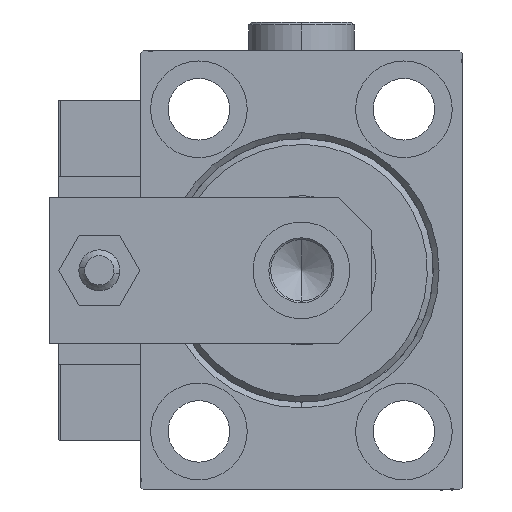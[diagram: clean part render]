
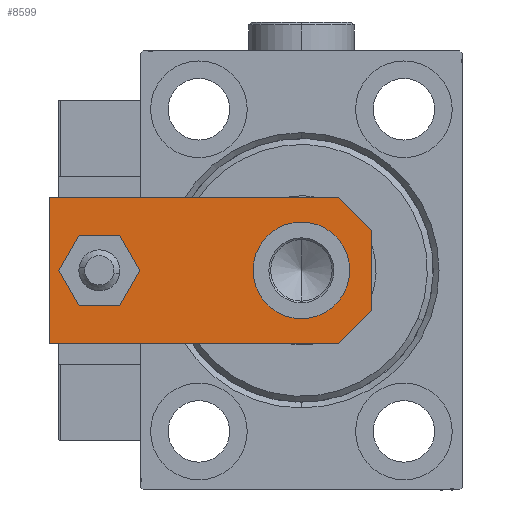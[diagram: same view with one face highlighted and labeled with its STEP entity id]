
A CAD part, left-side view. The second image highlights one B-rep face of the part: STEP entity #8599.
In plain terms, the highlighted face is planar.
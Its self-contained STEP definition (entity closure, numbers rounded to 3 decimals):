
#912 = PLANE ( 'NONE',  #1979 ) ;
#1037 = EDGE_CURVE ( 'NONE', #51133, #6924, #17011, .T. ) ;
#1979 = AXIS2_PLACEMENT_3D ( 'NONE', #13686, #32939, #8745 ) ;
#2050 = VECTOR ( 'NONE', #9903, 1000. ) ;
#2682 = CARTESIAN_POINT ( 'NONE',  ( 12.5, 5.66, 6. ) ) ;
#3665 = CARTESIAN_POINT ( 'NONE',  ( 4., 46.5, 6. ) ) ;
#4149 = VERTEX_POINT ( 'NONE', #12416 ) ;
#4247 = CARTESIAN_POINT ( 'NONE',  ( -4., 46.5, 6. ) ) ;
#4546 = ORIENTED_EDGE ( 'NONE', *, *, #39662, .T. ) ;
#4567 = CARTESIAN_POINT ( 'NONE',  ( 12.5, 55., 6. ) ) ;
#5992 = VECTOR ( 'NONE', #17507, 1000. ) ;
#6811 = VERTEX_POINT ( 'NONE', #4567 ) ;
#6924 = VERTEX_POINT ( 'NONE', #2682 ) ;
#7126 = EDGE_LOOP ( 'NONE', ( #7585, #34693 ) ) ;
#7189 = CARTESIAN_POINT ( 'NONE',  ( 8.25, 12., 6. ) ) ;
#7585 = ORIENTED_EDGE ( 'NONE', *, *, #11395, .F. ) ;
#7952 = CARTESIAN_POINT ( 'NONE',  ( -12.5, 5.66, 6. ) ) ;
#8599 = ADVANCED_FACE ( 'NONE', ( #15279, #33187, #49115 ), #912, .T. ) ;
#8745 = DIRECTION ( 'NONE',  ( 1., 0., 0. ) ) ;
#9445 = VECTOR ( 'NONE', #19262, 1000. ) ;
#9903 = DIRECTION ( 'NONE',  ( 0.707, -0.707, 0. ) ) ;
#10717 = VECTOR ( 'NONE', #14481, 1000. ) ;
#11051 = EDGE_CURVE ( 'NONE', #30202, #20798, #13833, .T. ) ;
#11395 = EDGE_CURVE ( 'NONE', #13588, #47247, #21192, .T. ) ;
#11892 = DIRECTION ( 'NONE',  ( 1., 0., 0. ) ) ;
#11973 = CARTESIAN_POINT ( 'NONE',  ( -12.5, 0., 6. ) ) ;
#12416 = CARTESIAN_POINT ( 'NONE',  ( -12.5, 55., 6. ) ) ;
#13582 = DIRECTION ( 'NONE',  ( 0., 0., 1. ) ) ;
#13588 = VERTEX_POINT ( 'NONE', #4247 ) ;
#13686 = CARTESIAN_POINT ( 'NONE',  ( 0., 0., 6. ) ) ;
#13721 = CARTESIAN_POINT ( 'NONE',  ( 0., 46.5, 6. ) ) ;
#13833 = LINE ( 'NONE', #45580, #2050 ) ;
#13891 = CIRCLE ( 'NONE', #42991, 4. ) ;
#14138 = AXIS2_PLACEMENT_3D ( 'NONE', #19443, #43402, #11892 ) ;
#14481 = DIRECTION ( 'NONE',  ( 0., -1., 0. ) ) ;
#15279 = FACE_BOUND ( 'NONE', #7126, .T. ) ;
#15442 = CARTESIAN_POINT ( 'NONE',  ( 12.5, 55., 6. ) ) ;
#16148 = DIRECTION ( 'NONE',  ( 1., 0., 0. ) ) ;
#16223 = EDGE_CURVE ( 'NONE', #22441, #31454, #38946, .T. ) ;
#17011 = LINE ( 'NONE', #20898, #5992 ) ;
#17507 = DIRECTION ( 'NONE',  ( 0.707, 0.707, 0. ) ) ;
#17849 = AXIS2_PLACEMENT_3D ( 'NONE', #13721, #49402, #42060 ) ;
#17925 = ORIENTED_EDGE ( 'NONE', *, *, #46773, .T. ) ;
#18095 = ORIENTED_EDGE ( 'NONE', *, *, #29771, .T. ) ;
#18518 = ORIENTED_EDGE ( 'NONE', *, *, #1037, .T. ) ;
#19262 = DIRECTION ( 'NONE',  ( 1., 0., 0. ) ) ;
#19443 = CARTESIAN_POINT ( 'NONE',  ( 0., 12., 6. ) ) ;
#20624 = EDGE_CURVE ( 'NONE', #47247, #13588, #13891, .T. ) ;
#20798 = VERTEX_POINT ( 'NONE', #41814 ) ;
#20898 = CARTESIAN_POINT ( 'NONE',  ( 3.42, -3.42, 6. ) ) ;
#21192 = CIRCLE ( 'NONE', #17849, 4. ) ;
#22441 = VERTEX_POINT ( 'NONE', #7189 ) ;
#22939 = ORIENTED_EDGE ( 'NONE', *, *, #16223, .F. ) ;
#24373 = ORIENTED_EDGE ( 'NONE', *, *, #27975, .F. ) ;
#25510 = CARTESIAN_POINT ( 'NONE',  ( -8.25, 12., 6. ) ) ;
#26185 = CARTESIAN_POINT ( 'NONE',  ( -12.5, 55., 6. ) ) ;
#26649 = VECTOR ( 'NONE', #49465, 1000. ) ;
#26915 = CARTESIAN_POINT ( 'NONE',  ( 6.84, 0., 6. ) ) ;
#27862 = DIRECTION ( 'NONE',  ( 0., 0., 1. ) ) ;
#27975 = EDGE_CURVE ( 'NONE', #31454, #22441, #36593, .T. ) ;
#29182 = DIRECTION ( 'NONE',  ( 1., 0., 0. ) ) ;
#29505 = ORIENTED_EDGE ( 'NONE', *, *, #36322, .T. ) ;
#29771 = EDGE_CURVE ( 'NONE', #6924, #6811, #48702, .T. ) ;
#30202 = VERTEX_POINT ( 'NONE', #7952 ) ;
#31454 = VERTEX_POINT ( 'NONE', #25510 ) ;
#31863 = EDGE_LOOP ( 'NONE', ( #17925, #45144, #4546, #18518, #18095, #29505 ) ) ;
#32939 = DIRECTION ( 'NONE',  ( 0., 0., 1. ) ) ;
#33187 = FACE_OUTER_BOUND ( 'NONE', #31863, .T. ) ;
#33542 = CARTESIAN_POINT ( 'NONE',  ( 12.5, 0., 6. ) ) ;
#34693 = ORIENTED_EDGE ( 'NONE', *, *, #20624, .F. ) ;
#35986 = LINE ( 'NONE', #15442, #42558 ) ;
#36322 = EDGE_CURVE ( 'NONE', #6811, #4149, #35986, .T. ) ;
#36593 = CIRCLE ( 'NONE', #14138, 8.25 ) ;
#38113 = AXIS2_PLACEMENT_3D ( 'NONE', #45339, #13582, #29182 ) ;
#38946 = CIRCLE ( 'NONE', #38113, 8.25 ) ;
#39386 = DIRECTION ( 'NONE',  ( -1., 0., 0. ) ) ;
#39662 = EDGE_CURVE ( 'NONE', #20798, #51133, #47660, .T. ) ;
#41814 = CARTESIAN_POINT ( 'NONE',  ( -6.84, 0., 6. ) ) ;
#42060 = DIRECTION ( 'NONE',  ( 1., 0., 0. ) ) ;
#42558 = VECTOR ( 'NONE', #39386, 1000. ) ;
#42991 = AXIS2_PLACEMENT_3D ( 'NONE', #43497, #27862, #16148 ) ;
#43402 = DIRECTION ( 'NONE',  ( 0., 0., 1. ) ) ;
#43497 = CARTESIAN_POINT ( 'NONE',  ( 0., 46.5, 6. ) ) ;
#45144 = ORIENTED_EDGE ( 'NONE', *, *, #11051, .T. ) ;
#45339 = CARTESIAN_POINT ( 'NONE',  ( 0., 12., 6. ) ) ;
#45580 = CARTESIAN_POINT ( 'NONE',  ( -3.42, -3.42, 6. ) ) ;
#46773 = EDGE_CURVE ( 'NONE', #4149, #30202, #49659, .T. ) ;
#47247 = VERTEX_POINT ( 'NONE', #3665 ) ;
#47660 = LINE ( 'NONE', #11973, #9445 ) ;
#48702 = LINE ( 'NONE', #33542, #26649 ) ;
#49115 = FACE_BOUND ( 'NONE', #50626, .T. ) ;
#49402 = DIRECTION ( 'NONE',  ( 0., 0., 1. ) ) ;
#49465 = DIRECTION ( 'NONE',  ( 0., 1., 0. ) ) ;
#49659 = LINE ( 'NONE', #26185, #10717 ) ;
#50626 = EDGE_LOOP ( 'NONE', ( #24373, #22939 ) ) ;
#51133 = VERTEX_POINT ( 'NONE', #26915 ) ;
